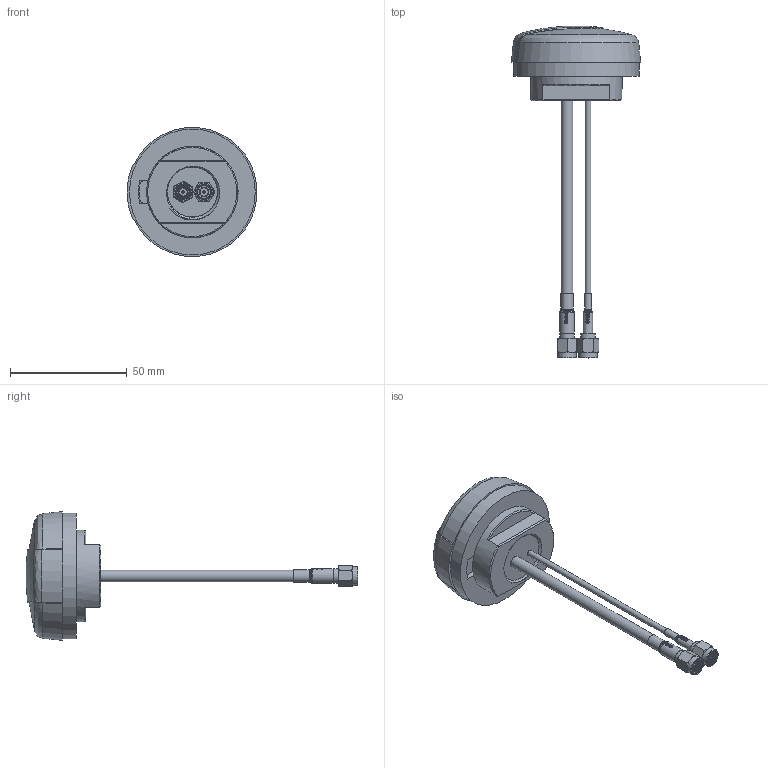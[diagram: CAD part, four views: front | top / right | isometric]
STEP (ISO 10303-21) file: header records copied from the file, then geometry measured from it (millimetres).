
FILE_DESCRIPTION (( 'STEP AP214' ), '1' );
FILE_NAME ('MA111.W.C.LB.001_Web.STEP', '2025-04-15T00:32:04', ( '' ), ( '' ), 'SwSTEP 2.0', 'SolidWorks 2022', '' );
FILE_SCHEMA (( 'AUTOMOTIVE_DESIGN' ));
Length unit declared in the file: millimetre
Products named in the file (1): MA111.W.C.LB.001_Web
Bounding box: 55.5 x 142.3 x 55.19 mm (x, y, z)
Surface area: 16627.2 mm2 (no closed solid volume)
Topology: 0 solids, 25 shells, 124 faces, 430 edges, 333 vertices
Faces by surface type: plane 43, cylinder 36, bspline 20, cone 14, torus 11
Full cylindrical faces by diameter (mm): 0.92 x2, 2.53 x1, 3 x1, 4 x1, 5 x1, 5.2 x1, 6.2 x1, 6.35 x2, 6.4 x2, 7.8 x2, 21.4 x1, 24 x5, 39.2 x1, 53.921 x1
Entity records: 11960 total; most frequent: CARTESIAN_POINT 7716, ORIENTED_EDGE 534, DIRECTION 494, EDGE_CURVE 369, VERTEX_POINT 312, AXIS2_PLACEMENT_3D 213, EDGE_LOOP 168, B_SPLINE_CURVE_WITH_KNOTS 158
